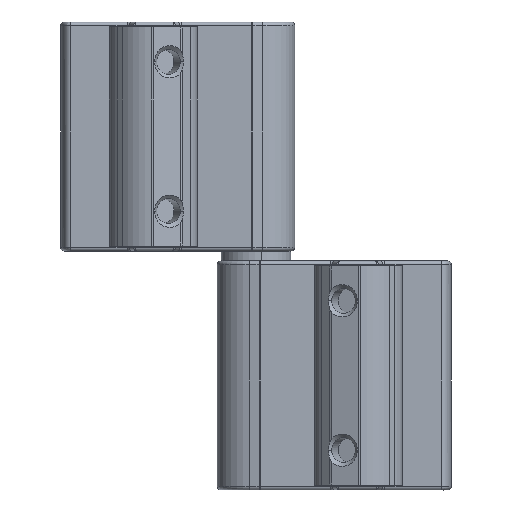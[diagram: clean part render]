
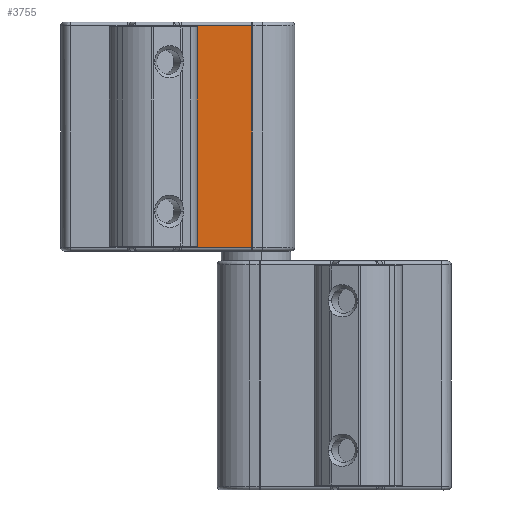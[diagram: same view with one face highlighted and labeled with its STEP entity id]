
A CAD part, front view. The second image highlights one B-rep face of the part: STEP entity #3755.
In plain terms, the highlighted planar face has unit normal (0, -1, 0).
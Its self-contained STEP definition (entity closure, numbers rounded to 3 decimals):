
#1725 = AXIS2_PLACEMENT_3D ( 'NONE', #7905, #4056, #7190 ) ;
#1992 = EDGE_CURVE ( 'NONE', #10501, #9356, #2198, .T. ) ;
#2198 = LINE ( 'NONE', #3039, #8287 ) ;
#2221 = PLANE ( 'NONE',  #1725 ) ;
#2485 = EDGE_CURVE ( 'NONE', #8672, #10501, #5747, .T. ) ;
#2661 = EDGE_LOOP ( 'NONE', ( #5360, #4165, #5017, #4375 ) ) ;
#3001 = VECTOR ( 'NONE', #8708, 1000. ) ;
#3039 = CARTESIAN_POINT ( 'NONE',  ( -0.827, 2.9, 47.238 ) ) ;
#3092 = LINE ( 'NONE', #5033, #5443 ) ;
#3354 = CARTESIAN_POINT ( 'NONE',  ( -0.827, 2.9, 47.238 ) ) ;
#3449 = CARTESIAN_POINT ( 'NONE',  ( -14.89, 2.9, 2.762 ) ) ;
#3755 = ADVANCED_FACE ( 'NONE', ( #4280 ), #2221, .F. ) ;
#3936 = VECTOR ( 'NONE', #9380, 1000. ) ;
#4056 = DIRECTION ( 'NONE',  ( 0., 1., 0. ) ) ;
#4147 = DIRECTION ( 'NONE',  ( 0., 0., 1. ) ) ;
#4165 = ORIENTED_EDGE ( 'NONE', *, *, #1992, .T. ) ;
#4280 = FACE_OUTER_BOUND ( 'NONE', #2661, .T. ) ;
#4375 = ORIENTED_EDGE ( 'NONE', *, *, #8440, .T. ) ;
#5017 = ORIENTED_EDGE ( 'NONE', *, *, #5731, .F. ) ;
#5033 = CARTESIAN_POINT ( 'NONE',  ( -14.89, 2.9, 2. ) ) ;
#5056 = CARTESIAN_POINT ( 'NONE',  ( -0.827, 2.9, 2.762 ) ) ;
#5255 = CARTESIAN_POINT ( 'NONE',  ( -0.827, 2.9, 2.762 ) ) ;
#5360 = ORIENTED_EDGE ( 'NONE', *, *, #2485, .T. ) ;
#5443 = VECTOR ( 'NONE', #4147, 1000. ) ;
#5731 = EDGE_CURVE ( 'NONE', #10929, #9356, #3092, .T. ) ;
#5747 = LINE ( 'NONE', #8421, #3936 ) ;
#6270 = CARTESIAN_POINT ( 'NONE',  ( -14.89, 2.9, 47.238 ) ) ;
#7190 = DIRECTION ( 'NONE',  ( 0., 0., -1. ) ) ;
#7905 = CARTESIAN_POINT ( 'NONE',  ( -0.827, 2.9, 2. ) ) ;
#8287 = VECTOR ( 'NONE', #10398, 1000. ) ;
#8421 = CARTESIAN_POINT ( 'NONE',  ( -0.827, 2.9, 2. ) ) ;
#8440 = EDGE_CURVE ( 'NONE', #10929, #8672, #8894, .T. ) ;
#8672 = VERTEX_POINT ( 'NONE', #5056 ) ;
#8708 = DIRECTION ( 'NONE',  ( 1., 0., 0. ) ) ;
#8894 = LINE ( 'NONE', #5255, #3001 ) ;
#9356 = VERTEX_POINT ( 'NONE', #6270 ) ;
#9380 = DIRECTION ( 'NONE',  ( 0., 0., 1. ) ) ;
#10398 = DIRECTION ( 'NONE',  ( -1., 0., 0. ) ) ;
#10501 = VERTEX_POINT ( 'NONE', #3354 ) ;
#10929 = VERTEX_POINT ( 'NONE', #3449 ) ;
